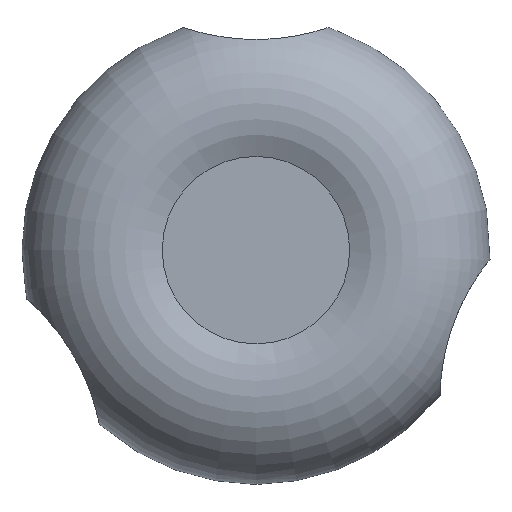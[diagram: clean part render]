
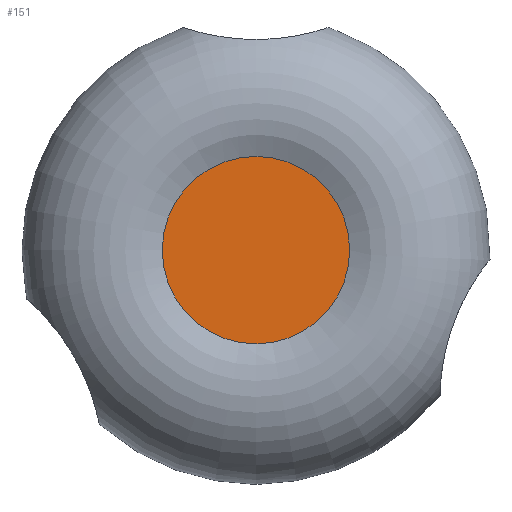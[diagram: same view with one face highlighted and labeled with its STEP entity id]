
A CAD part, top view. The second image highlights one B-rep face of the part: STEP entity #151.
In plain terms, the highlighted planar face has unit normal (0, 0, 1).
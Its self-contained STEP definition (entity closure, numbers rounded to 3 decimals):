
#151 = ADVANCED_FACE( '', ( #313 ), #314, .F. );
#313 = FACE_OUTER_BOUND( '', #467, .T. );
#314 = PLANE( '', #468 );
#467 = EDGE_LOOP( '', ( #817 ) );
#468 = AXIS2_PLACEMENT_3D( '', #818, #819, #820 );
#817 = ORIENTED_EDGE( '', *, *, #951, .T. );
#818 = CARTESIAN_POINT( '', ( 0., 10., 31.66 ) );
#819 = DIRECTION( '', ( 0., 0., -1. ) );
#820 = DIRECTION( '', ( 0., 1., 0. ) );
#951 = EDGE_CURVE( '', #1147, #1147, #1148, .T. );
#1147 = VERTEX_POINT( '', #2001 );
#1148 = CIRCLE( '', #2002, 10. );
#2001 = CARTESIAN_POINT( '', ( 0., -10., 31.66 ) );
#2002 = AXIS2_PLACEMENT_3D( '', #2107, #2108, #2109 );
#2107 = CARTESIAN_POINT( '', ( 0., 0., 31.66 ) );
#2108 = DIRECTION( '', ( 0., 0., 1. ) );
#2109 = DIRECTION( '', ( 0., -1., 0. ) );
